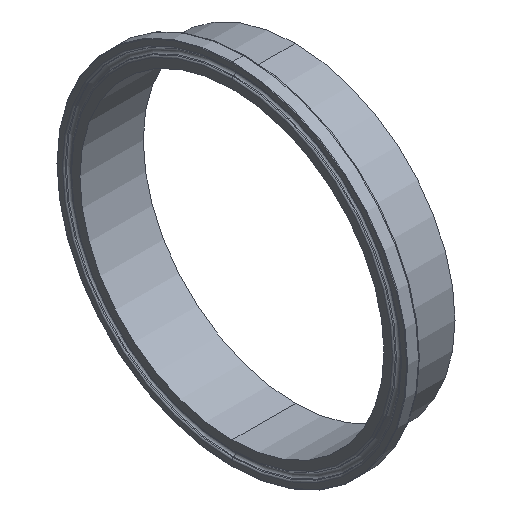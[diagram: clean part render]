
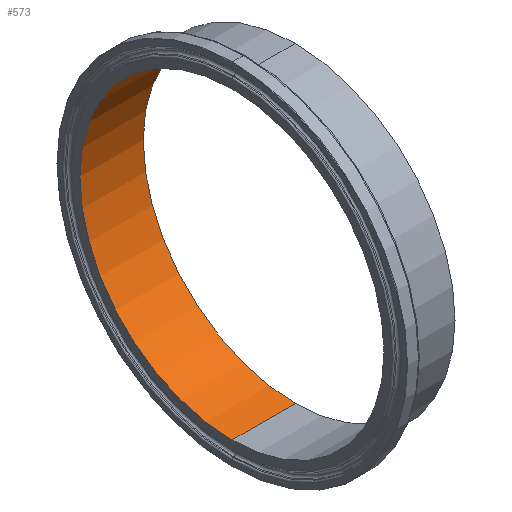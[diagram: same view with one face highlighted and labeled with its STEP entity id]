
A CAD part, isometric view. The second image highlights one B-rep face of the part: STEP entity #573.
In plain terms, the highlighted cylindrical face has radius 67.25 mm (diameter 134.5 mm), a partial arc.
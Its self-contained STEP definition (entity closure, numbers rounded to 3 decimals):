
#11 = CARTESIAN_POINT ( 'NONE',  ( 0., 0., -67.25 ) ) ;
#25 = CARTESIAN_POINT ( 'NONE',  ( 0., 0., -67.25 ) ) ;
#67 = LINE ( 'NONE', #11, #284 ) ;
#77 = EDGE_LOOP ( 'NONE', ( #499, #449, #650, #420 ) ) ;
#85 = EDGE_CURVE ( 'NONE', #122, #413, #326, .T. ) ;
#115 = DIRECTION ( 'NONE',  ( -1., 0., 0. ) ) ;
#122 = VERTEX_POINT ( 'NONE', #512 ) ;
#128 = VERTEX_POINT ( 'NONE', #579 ) ;
#161 = CYLINDRICAL_SURFACE ( 'NONE', #543, 67.25 ) ;
#195 = EDGE_CURVE ( 'NONE', #128, #561, #354, .T. ) ;
#220 = DIRECTION ( 'NONE',  ( 0., 0., 1. ) ) ;
#275 = CARTESIAN_POINT ( 'NONE',  ( 0., 0., 0. ) ) ;
#284 = VECTOR ( 'NONE', #289, 1000. ) ;
#289 = DIRECTION ( 'NONE',  ( -1., 0., 0. ) ) ;
#292 = EDGE_CURVE ( 'NONE', #128, #122, #482, .T. ) ;
#326 = CIRCLE ( 'NONE', #442, 67.25 ) ;
#327 = AXIS2_PLACEMENT_3D ( 'NONE', #745, #631, #220 ) ;
#344 = EDGE_CURVE ( 'NONE', #561, #413, #67, .T. ) ;
#354 = CIRCLE ( 'NONE', #327, 67.25 ) ;
#390 = DIRECTION ( 'NONE',  ( -1., 0., 0. ) ) ;
#392 = FACE_OUTER_BOUND ( 'NONE', #77, .T. ) ;
#413 = VERTEX_POINT ( 'NONE', #25 ) ;
#420 = ORIENTED_EDGE ( 'NONE', *, *, #85, .T. ) ;
#442 = AXIS2_PLACEMENT_3D ( 'NONE', #275, #115, #738 ) ;
#449 = ORIENTED_EDGE ( 'NONE', *, *, #195, .F. ) ;
#456 = CARTESIAN_POINT ( 'NONE',  ( 0., 0., 0. ) ) ;
#482 = LINE ( 'NONE', #697, #508 ) ;
#499 = ORIENTED_EDGE ( 'NONE', *, *, #344, .F. ) ;
#508 = VECTOR ( 'NONE', #527, 1000. ) ;
#512 = CARTESIAN_POINT ( 'NONE',  ( 0., 0., 67.25 ) ) ;
#527 = DIRECTION ( 'NONE',  ( -1., 0., 0. ) ) ;
#543 = AXIS2_PLACEMENT_3D ( 'NONE', #456, #390, #628 ) ;
#560 = CARTESIAN_POINT ( 'NONE',  ( 28., 0., -67.25 ) ) ;
#561 = VERTEX_POINT ( 'NONE', #560 ) ;
#573 = ADVANCED_FACE ( 'NONE', ( #392 ), #161, .F. ) ;
#579 = CARTESIAN_POINT ( 'NONE',  ( 28., 0., 67.25 ) ) ;
#628 = DIRECTION ( 'NONE',  ( 0., 0., 1. ) ) ;
#631 = DIRECTION ( 'NONE',  ( -1., 0., 0. ) ) ;
#650 = ORIENTED_EDGE ( 'NONE', *, *, #292, .T. ) ;
#697 = CARTESIAN_POINT ( 'NONE',  ( 0., 0., 67.25 ) ) ;
#738 = DIRECTION ( 'NONE',  ( 0., 0., 1. ) ) ;
#745 = CARTESIAN_POINT ( 'NONE',  ( 28., 0., 0. ) ) ;
